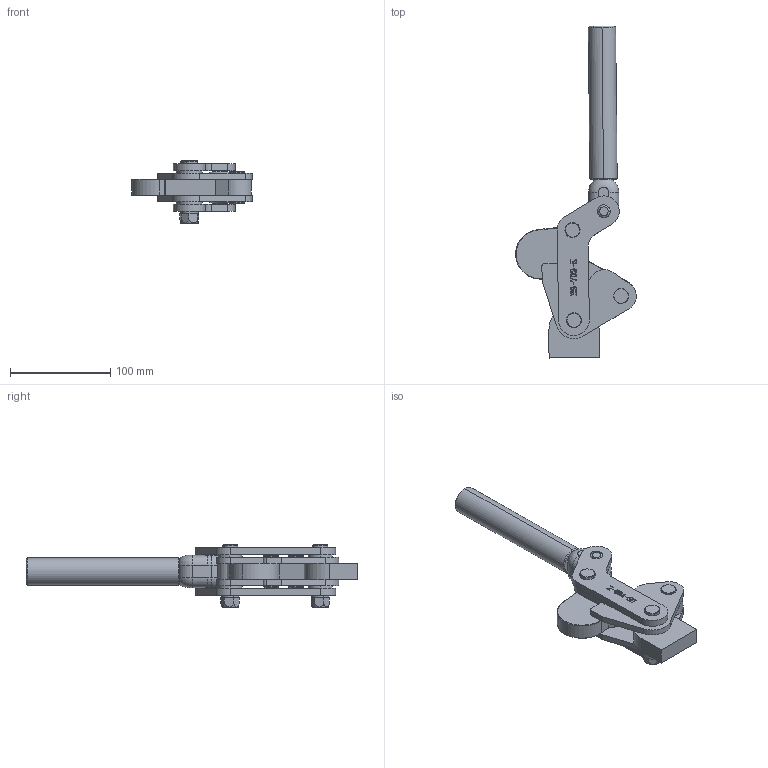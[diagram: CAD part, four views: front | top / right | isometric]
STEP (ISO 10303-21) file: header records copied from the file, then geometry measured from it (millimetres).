
FILE_DESCRIPTION (( 'STEP AP203' ), '1' );
FILE_NAME ('HS-702-K .STEP', '2019-08-29T11:40:05', ( '微软用户' ), ( '微软中国' ), 'SwSTEP 2.0', 'SolidWorks 2012', '' );
FILE_SCHEMA (( 'CONFIG_CONTROL_DESIGN' ));
Length unit declared in the file: millimetre
Products named in the file (15): HS-702-K ; prevailing torque hex nuts 1-fine pitch gb_GB_HEXAGON_LOCK_TYPE2 M10-N; curved single coil spring lock washers gb_GB_FASTENER_WASHER_CSLW 10; 釱; 种1; T倛种; 騵艦杶; 怢歎杶; 湮怢論杶; 菜え; 忒梟; 忒參; 揤旋; 蟀裝; 菁釱1
Assembly tree (24 placements, depth 2):
  HS-702-K 
    菁釱1
    蟀裝  x2
    揤旋
    忒參
    忒梟  x2
    菜え  x4
    湮怢論杶
    怢歎杶
    騵艦杶  x2
    T倛种  x2
    种1  x2
    釱
    curved single coil spring lock washers gb_GB_FASTENER_WASHER_CSLW 10  x2
    prevailing torque hex nuts 1-fine pitch gb_GB_HEXAGON_LOCK_TYPE2 M10-N  x2
Bounding box: 120.19 x 330.6 x 62 mm (x, y, z)
Volume: 388504 mm3; surface area: 119963.6 mm2
Topology: 25 solids, 25 shells, 1100 faces, 2830 edges, 1843 vertices
Faces by surface type: plane 560, bspline 258, cylinder 176, cone 86, torus 20
Entity records: 27336 total; most frequent: CARTESIAN_POINT 10798, ORIENTED_EDGE 3210, DIRECTION 2697, EDGE_CURVE 1605, VERTEX_POINT 1036, LINE 987, VECTOR 987, AXIS2_PLACEMENT_3D 855
